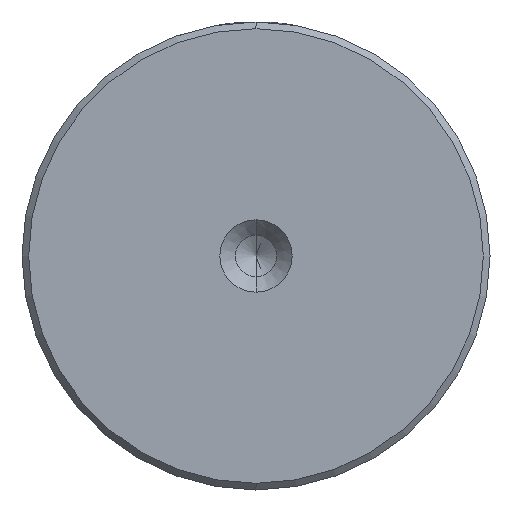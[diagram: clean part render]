
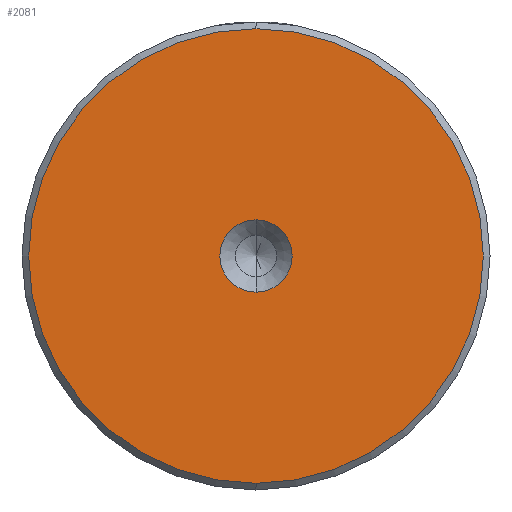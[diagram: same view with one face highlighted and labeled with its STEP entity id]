
A CAD part, left-side view. The second image highlights one B-rep face of the part: STEP entity #2081.
In plain terms, the highlighted planar face has unit normal (-1, 0, 0).
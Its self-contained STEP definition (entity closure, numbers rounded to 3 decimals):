
#38 = DIRECTION ( 'NONE',  ( -1., 0., 0. ) ) ;
#49 = CARTESIAN_POINT ( 'NONE',  ( 0., 0., 0. ) ) ;
#146 = CARTESIAN_POINT ( 'NONE',  ( 0., 0., -2.7 ) ) ;
#157 = CIRCLE ( 'NONE', #1280, 17. ) ;
#161 = FACE_BOUND ( 'NONE', #674, .T. ) ;
#214 = CIRCLE ( 'NONE', #628, 2.7 ) ;
#319 = CARTESIAN_POINT ( 'NONE',  ( 0., 0., 17. ) ) ;
#464 = VERTEX_POINT ( 'NONE', #146 ) ;
#590 = EDGE_CURVE ( 'NONE', #657, #464, #2124, .T. ) ;
#628 = AXIS2_PLACEMENT_3D ( 'NONE', #2004, #1993, #1680 ) ;
#641 = DIRECTION ( 'NONE',  ( -1., 0., 0. ) ) ;
#657 = VERTEX_POINT ( 'NONE', #1484 ) ;
#674 = EDGE_LOOP ( 'NONE', ( #1393, #1716 ) ) ;
#821 = CARTESIAN_POINT ( 'NONE',  ( 0., 0., -17. ) ) ;
#899 = EDGE_CURVE ( 'NONE', #920, #2128, #1009, .T. ) ;
#907 = ORIENTED_EDGE ( 'NONE', *, *, #899, .T. ) ;
#920 = VERTEX_POINT ( 'NONE', #319 ) ;
#993 = DIRECTION ( 'NONE',  ( -1., 0., 0. ) ) ;
#1009 = CIRCLE ( 'NONE', #1869, 17. ) ;
#1084 = AXIS2_PLACEMENT_3D ( 'NONE', #2159, #993, #1512 ) ;
#1134 = EDGE_CURVE ( 'NONE', #464, #657, #214, .T. ) ;
#1280 = AXIS2_PLACEMENT_3D ( 'NONE', #1696, #641, #1865 ) ;
#1337 = PLANE ( 'NONE',  #1084 ) ;
#1393 = ORIENTED_EDGE ( 'NONE', *, *, #590, .F. ) ;
#1484 = CARTESIAN_POINT ( 'NONE',  ( 0., 0., 2.7 ) ) ;
#1512 = DIRECTION ( 'NONE',  ( 0., 0., 1. ) ) ;
#1574 = AXIS2_PLACEMENT_3D ( 'NONE', #1989, #1980, #1974 ) ;
#1680 = DIRECTION ( 'NONE',  ( 0., 0., 1. ) ) ;
#1688 = EDGE_CURVE ( 'NONE', #2128, #920, #157, .T. ) ;
#1696 = CARTESIAN_POINT ( 'NONE',  ( 0., 0., 0. ) ) ;
#1716 = ORIENTED_EDGE ( 'NONE', *, *, #1134, .F. ) ;
#1865 = DIRECTION ( 'NONE',  ( 0., 0., 1. ) ) ;
#1869 = AXIS2_PLACEMENT_3D ( 'NONE', #49, #38, #2216 ) ;
#1974 = DIRECTION ( 'NONE',  ( 0., 0., 1. ) ) ;
#1980 = DIRECTION ( 'NONE',  ( -1., 0., 0. ) ) ;
#1989 = CARTESIAN_POINT ( 'NONE',  ( 0., 0., 0. ) ) ;
#1993 = DIRECTION ( 'NONE',  ( -1., 0., 0. ) ) ;
#2004 = CARTESIAN_POINT ( 'NONE',  ( 0., 0., 0. ) ) ;
#2080 = EDGE_LOOP ( 'NONE', ( #2273, #907 ) ) ;
#2081 = ADVANCED_FACE ( 'NONE', ( #2132, #161 ), #1337, .T. ) ;
#2124 = CIRCLE ( 'NONE', #1574, 2.7 ) ;
#2128 = VERTEX_POINT ( 'NONE', #821 ) ;
#2132 = FACE_OUTER_BOUND ( 'NONE', #2080, .T. ) ;
#2159 = CARTESIAN_POINT ( 'NONE',  ( 0., 0., 0. ) ) ;
#2216 = DIRECTION ( 'NONE',  ( 0., 0., 1. ) ) ;
#2273 = ORIENTED_EDGE ( 'NONE', *, *, #1688, .T. ) ;
